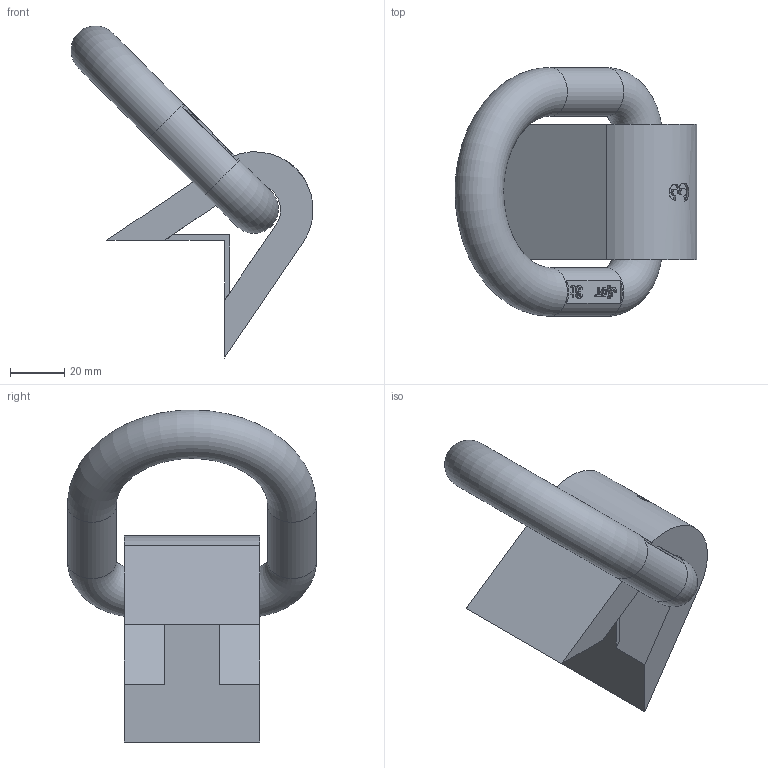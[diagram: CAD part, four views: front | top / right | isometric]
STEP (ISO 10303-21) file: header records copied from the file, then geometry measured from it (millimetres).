
FILE_DESCRIPTION(/* description */ (''),/* implementation_level */ '2;1');
FILE_NAME(/* name */ 'TAPSK 3 45°.stp',/* time_stamp */ '2022-05-25T06:59:52+02:00',/* author */ (''),/* organization */ (''),/* preprocessor_version */ 'ST-DEVELOPER v16',/* originating_system */ 'SIEMENS PLM Software NX 11.0',/* authorisation */ '');
FILE_SCHEMA (('AUTOMOTIVE_DESIGN { 1 0 10303 214 3 1 1 1 }'));
Length unit declared in the file: millimetre
Products named in the file (1): CAD0056486_001_TAPSK 3
Bounding box: 89.44 x 92 x 122.76 mm (x, y, z)
Volume: 146836.1 mm3; surface area: 35099.1 mm2
Topology: 2 solids, 2 shells, 121 faces, 330 edges, 218 vertices
Faces by surface type: plane 57, extrusion 38, cylinder 23, torus 3
Full cylindrical faces by diameter (mm): 18 x3
Entity records: 4378 total; most frequent: CARTESIAN_POINT 1442, ORIENTED_EDGE 642, DIRECTION 490, EDGE_CURVE 321, VECTOR 218, VERTEX_POINT 216, LINE 180, EDGE_LOOP 137
